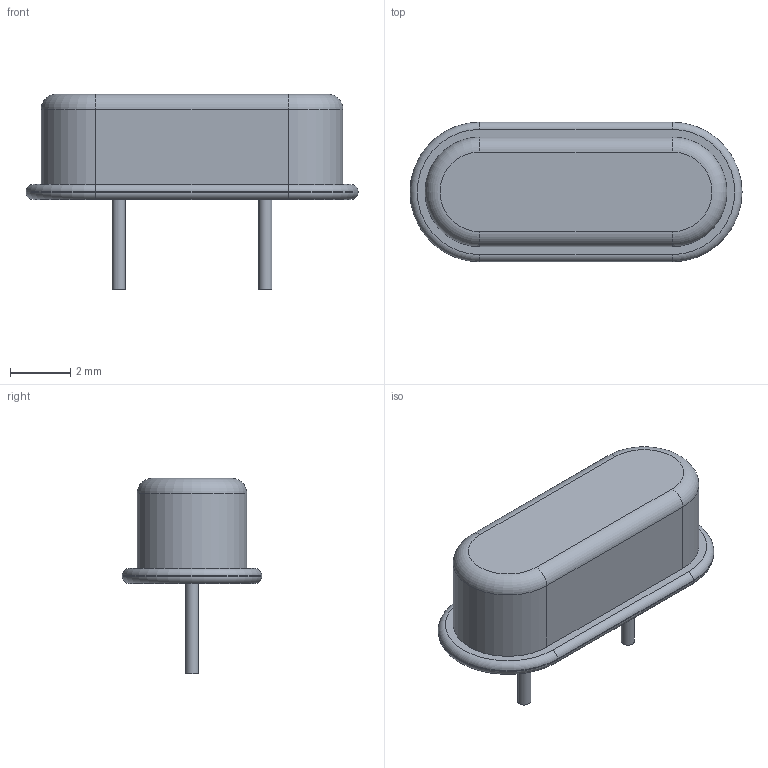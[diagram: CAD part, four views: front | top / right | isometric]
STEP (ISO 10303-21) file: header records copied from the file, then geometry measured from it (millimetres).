
FILE_DESCRIPTION(('FreeCAD Model'),'2;1');
FILE_NAME('Open CASCADE Shape Model','2021-09-30T13:12:05',( 'kicad StepUp'),('ksu MCAD'),'Open CASCADE STEP processor 7.4', 'FreeCAD','Unknown');
FILE_SCHEMA(('AUTOMOTIVE_DESIGN { 1 0 10303 214 1 1 1 1 }'));
Length unit declared in the file: millimetre
Products named in the file (1): XTAL-HC49-4H
Bounding box: 11.05 x 4.65 x 6.5 mm (x, y, z)
Volume: 123.3 mm3; surface area: 186.7 mm2
Topology: 1 solids, 1 shells, 35 faces, 66 edges, 40 vertices
Faces by surface type: cylinder 16, plane 13, torus 6
Full cylindrical faces by diameter (mm): 0.44 x2, 1.4 x2, 1.6 x2
Entity records: 1152 total; most frequent: DIRECTION 176, CARTESIAN_POINT 142, ORIENTED_EDGE 132, AXIS2_PLACEMENT_3D 74, EDGE_CURVE 66, FACE_BOUND 42, EDGE_LOOP 42, VERTEX_POINT 40
